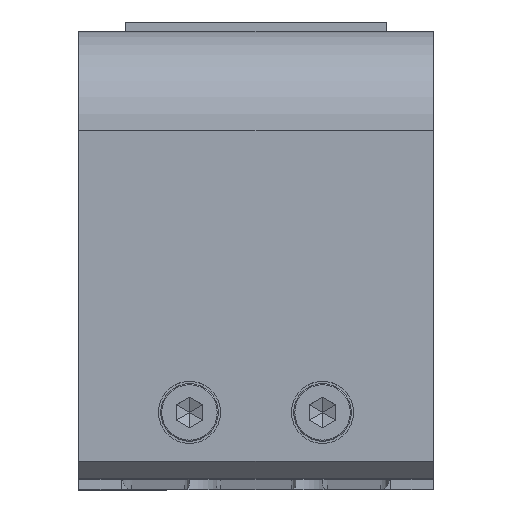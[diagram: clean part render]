
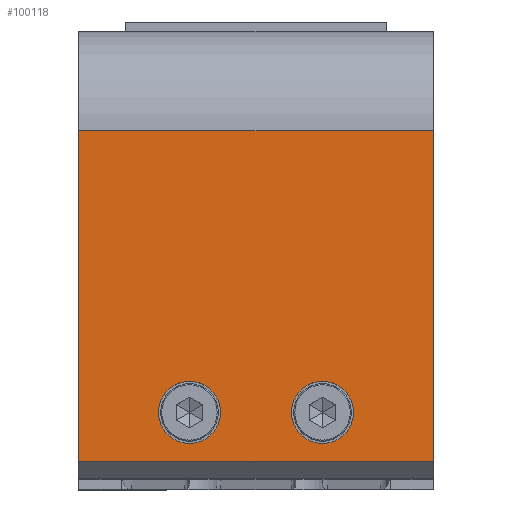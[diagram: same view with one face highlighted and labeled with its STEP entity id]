
A CAD part, top view. The second image highlights one B-rep face of the part: STEP entity #100118.
In plain terms, the highlighted planar face has unit normal (0, 0, 1).
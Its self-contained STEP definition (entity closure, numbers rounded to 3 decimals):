
#2735 = ORIENTED_EDGE ( 'NONE', *, *, #143107, .F. ) ;
#3039 = FACE_BOUND ( 'NONE', #48467, .T. ) ;
#3639 = CARTESIAN_POINT ( 'NONE',  ( 185.798, 237.738, 570.351 ) ) ;
#5756 = DIRECTION ( 'NONE',  ( -1., 0., 0. ) ) ;
#7845 = CARTESIAN_POINT ( 'NONE',  ( 105.798, 159.238, 570.351 ) ) ;
#9475 = DIRECTION ( 'NONE',  ( 1., 0., 0. ) ) ;
#10017 = VECTOR ( 'NONE', #104312, 1000. ) ;
#15526 = EDGE_CURVE ( 'NONE', #88806, #84292, #39250, .T. ) ;
#19396 = CARTESIAN_POINT ( 'NONE',  ( 185.798, 159.238, 570.351 ) ) ;
#20336 = LINE ( 'NONE', #131716, #10017 ) ;
#22070 = ORIENTED_EDGE ( 'NONE', *, *, #15526, .T. ) ;
#26954 = CARTESIAN_POINT ( 'NONE',  ( 167.798, 174.238, 570.351 ) ) ;
#26996 = AXIS2_PLACEMENT_3D ( 'NONE', #92528, #136356, #9475 ) ;
#27514 = CARTESIAN_POINT ( 'NONE',  ( 130.798, 174.238, 570.351 ) ) ;
#30221 = DIRECTION ( 'NONE',  ( 0., 0., 1. ) ) ;
#32588 = CIRCLE ( 'NONE', #55936, 7. ) ;
#38309 = DIRECTION ( 'NONE',  ( 0., 0., 1. ) ) ;
#39250 = LINE ( 'NONE', #109590, #170237 ) ;
#39273 = VERTEX_POINT ( 'NONE', #43360 ) ;
#43360 = CARTESIAN_POINT ( 'NONE',  ( 105.798, 237.738, 570.351 ) ) ;
#48467 = EDGE_LOOP ( 'NONE', ( #89280, #2735 ) ) ;
#51790 = CARTESIAN_POINT ( 'NONE',  ( 185.798, 163.238, 570.351 ) ) ;
#51926 = AXIS2_PLACEMENT_3D ( 'NONE', #80390, #38309, #122317 ) ;
#55936 = AXIS2_PLACEMENT_3D ( 'NONE', #81576, #174803, #148264 ) ;
#57651 = EDGE_CURVE ( 'NONE', #67565, #81465, #32588, .T. ) ;
#60613 = ORIENTED_EDGE ( 'NONE', *, *, #94023, .F. ) ;
#60686 = CIRCLE ( 'NONE', #51926, 7. ) ;
#61061 = ORIENTED_EDGE ( 'NONE', *, *, #57651, .F. ) ;
#63562 = EDGE_CURVE ( 'NONE', #104642, #138102, #76721, .T. ) ;
#64277 = ORIENTED_EDGE ( 'NONE', *, *, #153318, .T. ) ;
#67565 = VERTEX_POINT ( 'NONE', #151295 ) ;
#67625 = DIRECTION ( 'NONE',  ( 1., 0., 0. ) ) ;
#74230 = PLANE ( 'NONE',  #126299 ) ;
#75400 = DIRECTION ( 'NONE',  ( 0., -1., 0. ) ) ;
#76721 = CIRCLE ( 'NONE', #26996, 7. ) ;
#79611 = VECTOR ( 'NONE', #170689, 1000. ) ;
#80390 = CARTESIAN_POINT ( 'NONE',  ( 160.798, 174.238, 570.351 ) ) ;
#81465 = VERTEX_POINT ( 'NONE', #26954 ) ;
#81576 = CARTESIAN_POINT ( 'NONE',  ( 160.798, 174.238, 570.351 ) ) ;
#84292 = VERTEX_POINT ( 'NONE', #51790 ) ;
#86989 = FACE_OUTER_BOUND ( 'NONE', #122761, .T. ) ;
#88483 = LINE ( 'NONE', #3639, #79611 ) ;
#88806 = VERTEX_POINT ( 'NONE', #144544 ) ;
#89280 = ORIENTED_EDGE ( 'NONE', *, *, #63562, .F. ) ;
#91952 = CARTESIAN_POINT ( 'NONE',  ( 137.798, 174.238, 570.351 ) ) ;
#92528 = CARTESIAN_POINT ( 'NONE',  ( 130.798, 174.238, 570.351 ) ) ;
#94023 = EDGE_CURVE ( 'NONE', #147279, #84292, #20336, .T. ) ;
#100118 = ADVANCED_FACE ( 'NONE', ( #3039, #117072, #86989 ), #74230, .F. ) ;
#104312 = DIRECTION ( 'NONE',  ( 0., -1., 0. ) ) ;
#104642 = VERTEX_POINT ( 'NONE', #91952 ) ;
#109590 = CARTESIAN_POINT ( 'NONE',  ( 185.798, 163.238, 570.351 ) ) ;
#115141 = DIRECTION ( 'NONE',  ( 1., 0., 0. ) ) ;
#116434 = LINE ( 'NONE', #7845, #136793 ) ;
#117072 = FACE_BOUND ( 'NONE', #141237, .T. ) ;
#117123 = AXIS2_PLACEMENT_3D ( 'NONE', #27514, #30221, #115141 ) ;
#122317 = DIRECTION ( 'NONE',  ( 1., 0., 0. ) ) ;
#122761 = EDGE_LOOP ( 'NONE', ( #129739, #22070, #60613, #64277 ) ) ;
#126299 = AXIS2_PLACEMENT_3D ( 'NONE', #19396, #142669, #5756 ) ;
#129739 = ORIENTED_EDGE ( 'NONE', *, *, #134102, .T. ) ;
#131716 = CARTESIAN_POINT ( 'NONE',  ( 185.798, 159.238, 570.351 ) ) ;
#134102 = EDGE_CURVE ( 'NONE', #39273, #88806, #116434, .T. ) ;
#136356 = DIRECTION ( 'NONE',  ( 0., 0., 1. ) ) ;
#136793 = VECTOR ( 'NONE', #75400, 1000. ) ;
#137593 = CIRCLE ( 'NONE', #117123, 7. ) ;
#138102 = VERTEX_POINT ( 'NONE', #167401 ) ;
#140209 = CARTESIAN_POINT ( 'NONE',  ( 185.798, 237.738, 570.351 ) ) ;
#141237 = EDGE_LOOP ( 'NONE', ( #161922, #61061 ) ) ;
#142669 = DIRECTION ( 'NONE',  ( 0., 0., -1. ) ) ;
#143107 = EDGE_CURVE ( 'NONE', #138102, #104642, #137593, .T. ) ;
#144544 = CARTESIAN_POINT ( 'NONE',  ( 105.798, 163.238, 570.351 ) ) ;
#147279 = VERTEX_POINT ( 'NONE', #140209 ) ;
#148264 = DIRECTION ( 'NONE',  ( 1., 0., 0. ) ) ;
#151295 = CARTESIAN_POINT ( 'NONE',  ( 153.798, 174.238, 570.351 ) ) ;
#153318 = EDGE_CURVE ( 'NONE', #147279, #39273, #88483, .T. ) ;
#161922 = ORIENTED_EDGE ( 'NONE', *, *, #169558, .F. ) ;
#167401 = CARTESIAN_POINT ( 'NONE',  ( 123.798, 174.238, 570.351 ) ) ;
#169558 = EDGE_CURVE ( 'NONE', #81465, #67565, #60686, .T. ) ;
#170237 = VECTOR ( 'NONE', #67625, 1000. ) ;
#170689 = DIRECTION ( 'NONE',  ( -1., 0., 0. ) ) ;
#174803 = DIRECTION ( 'NONE',  ( 0., 0., 1. ) ) ;
